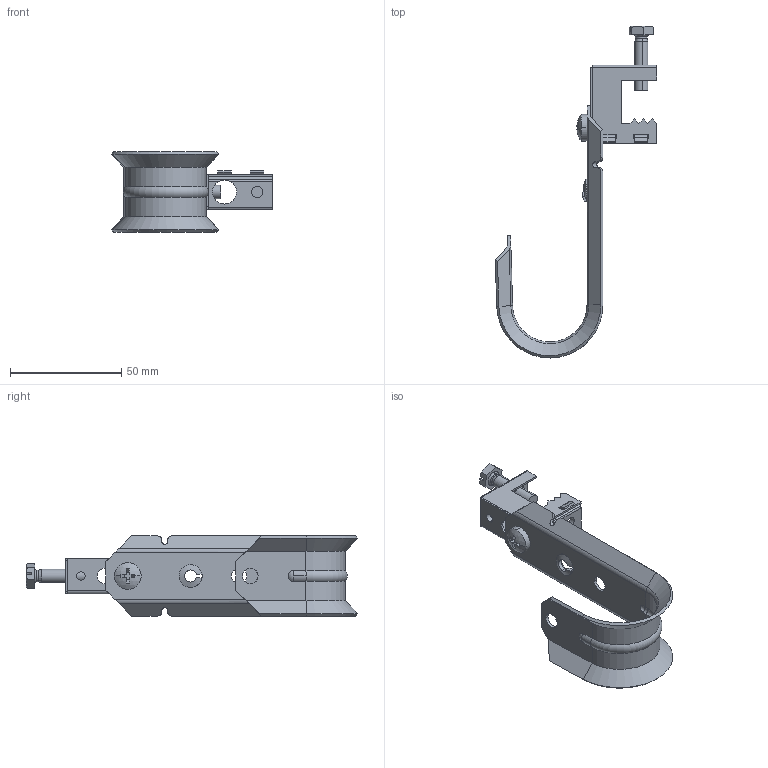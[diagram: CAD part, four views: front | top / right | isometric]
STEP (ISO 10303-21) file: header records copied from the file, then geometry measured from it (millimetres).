
FILE_DESCRIPTION (( 'STEP AP203' ), '1' );
FILE_NAME ('WJH21SSBC.STEP', '2024-04-03T03:18:02', ( '' ), ( '' ), 'SwSTEP 2.0', 'SolidWorks 2021', '' );
FILE_SCHEMA (( 'CONFIG_CONTROL_DESIGN' ));
Length unit declared in the file: millimetre
Products named in the file (5): BC-1-0001; cross recessed pan head screws gb_GB_CROSS_SCREWS_TYPE1 M6X8-8  H type-N; ZQJH21-0001; 1.4-20 葩磁羞_GB_FASTENER_BOLT_CRHHI M6X25-N; WJH21SSBC
Assembly tree (4 placements, depth 2):
  WJH21SSBC
    ZQJH21-0001
    cross recessed pan head screws gb_GB_CROSS_SCREWS_TYPE1 M6X8-8  H type-N
    BC-1-0001
    1.4-20 葩磁羞_GB_FASTENER_BOLT_CRHHI M6X25-N
Bounding box: 72.39 x 148.94 x 35.98 mm (x, y, z)
Volume: 12861.9 mm3; surface area: 21266.1 mm2
Topology: 4 solids, 4 shells, 277 faces, 685 edges, 420 vertices
Faces by surface type: plane 163, cylinder 83, cone 11, bspline 8, torus 6, sphere 6
Entity records: 9070 total; most frequent: CARTESIAN_POINT 2014, ORIENTED_EDGE 1370, DIRECTION 1352, EDGE_CURVE 685, AXIS2_PLACEMENT_3D 455, VECTOR 442, LINE 442, VERTEX_POINT 420
